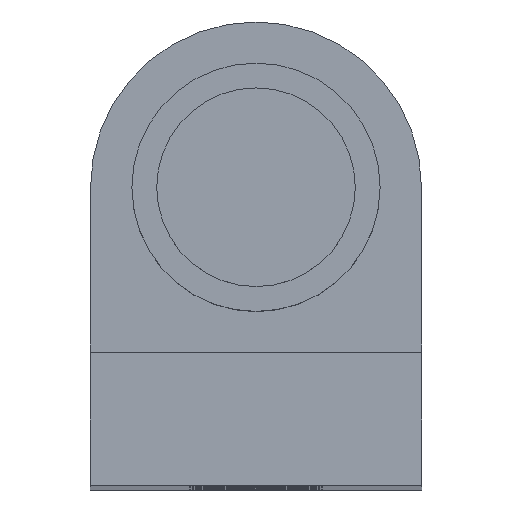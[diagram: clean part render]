
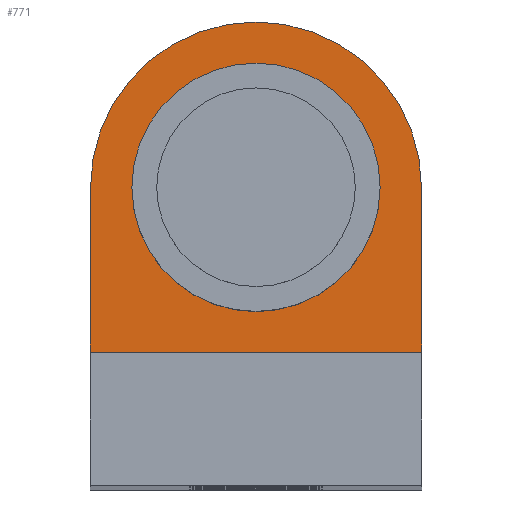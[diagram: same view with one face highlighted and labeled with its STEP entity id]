
A CAD part, top view. The second image highlights one B-rep face of the part: STEP entity #771.
In plain terms, the highlighted planar face has unit normal (0, 0, 1).
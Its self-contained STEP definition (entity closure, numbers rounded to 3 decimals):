
#66=PLANE('',#881);
#99=FACE_OUTER_BOUND('',#142,.T.);
#142=EDGE_LOOP('',(#595,#596,#597,#598));
#200=LINE('',#1205,#281);
#213=LINE('',#1232,#294);
#214=LINE('',#1234,#295);
#281=VECTOR('',#977,10.);
#294=VECTOR('',#1002,10.);
#295=VECTOR('',#1005,10.);
#346=CIRCLE('',#877,5.);
#379=VERTEX_POINT('',#1203);
#380=VERTEX_POINT('',#1204);
#385=VERTEX_POINT('',#1218);
#388=VERTEX_POINT('',#1223);
#450=EDGE_CURVE('',#379,#380,#200,.T.);
#460=EDGE_CURVE('',#388,#385,#346,.T.);
#465=EDGE_CURVE('',#380,#385,#213,.T.);
#466=EDGE_CURVE('',#388,#379,#214,.T.);
#595=ORIENTED_EDGE('',*,*,#450,.T.);
#596=ORIENTED_EDGE('',*,*,#465,.T.);
#597=ORIENTED_EDGE('',*,*,#460,.F.);
#598=ORIENTED_EDGE('',*,*,#466,.T.);
#771=ADVANCED_FACE('',(#99),#66,.T.);
#877=AXIS2_PLACEMENT_3D('',#1225,#992,#993);
#881=AXIS2_PLACEMENT_3D('',#1236,#1007,#1008);
#977=DIRECTION('',(1.,0.,0.));
#992=DIRECTION('center_axis',(0.,0.,-1.));
#993=DIRECTION('ref_axis',(-1.,0.,0.));
#1002=DIRECTION('',(0.,1.,0.));
#1005=DIRECTION('',(0.,-1.,0.));
#1007=DIRECTION('center_axis',(0.,0.,1.));
#1008=DIRECTION('ref_axis',(1.,0.,0.));
#1203=CARTESIAN_POINT('',(-5.,-6.,-1.));
#1204=CARTESIAN_POINT('',(5.,-6.,-1.));
#1205=CARTESIAN_POINT('',(2.5,-6.,-1.));
#1218=CARTESIAN_POINT('',(5.,0.,-1.));
#1223=CARTESIAN_POINT('',(-5.,0.,-1.));
#1225=CARTESIAN_POINT('Origin',(0.,0.,-1.));
#1232=CARTESIAN_POINT('',(5.,-7.,-1.));
#1234=CARTESIAN_POINT('',(-5.,0.,-1.));
#1236=CARTESIAN_POINT('Origin',(0.,-4.374,
-1.));
